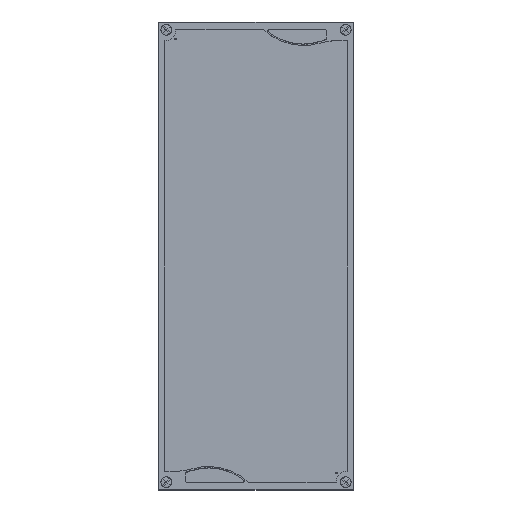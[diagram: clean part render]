
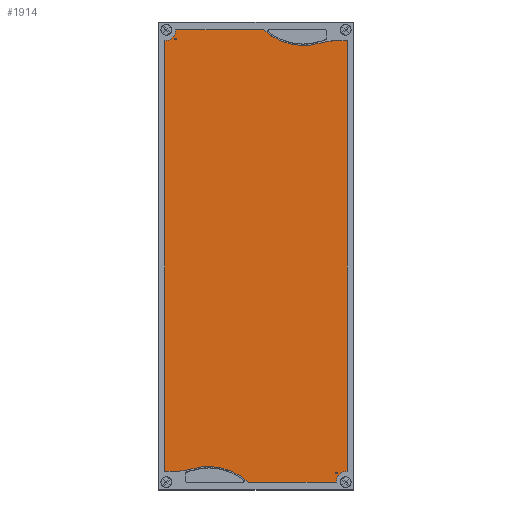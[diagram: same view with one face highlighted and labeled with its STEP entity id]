
A CAD part, top view. The second image highlights one B-rep face of the part: STEP entity #1914.
In plain terms, the highlighted planar face has unit normal (0, 0, 1).
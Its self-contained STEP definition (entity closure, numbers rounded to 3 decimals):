
#1914=ADVANCED_FACE('',(#3740,#3741,#3742),#3743,.T.);
#3740=FACE_BOUND('',#5533,.T.);
#3741=FACE_BOUND('',#5534,.T.);
#3742=FACE_OUTER_BOUND('',#5535,.T.);
#3743=PLANE('',#5536);
#5533=EDGE_LOOP('',(#10767,#10768));
#5534=EDGE_LOOP('',(#10769,#10770));
#5535=EDGE_LOOP('',(#10771,#10772,#10773,#10774,#10775,#10776,#10777,#10778,#10779,#10780,#10781,#10782));
#5536=AXIS2_PLACEMENT_3D('',#10783,#10784,#10785);
#10767=ORIENTED_EDGE('',*,*,#12637,.T.);
#10768=ORIENTED_EDGE('',*,*,#12449,.T.);
#10769=ORIENTED_EDGE('',*,*,#12641,.T.);
#10770=ORIENTED_EDGE('',*,*,#12444,.T.);
#10771=ORIENTED_EDGE('',*,*,#13086,.T.);
#10772=ORIENTED_EDGE('',*,*,#13082,.T.);
#10773=ORIENTED_EDGE('',*,*,#13077,.T.);
#10774=ORIENTED_EDGE('',*,*,#13094,.T.);
#10775=ORIENTED_EDGE('',*,*,#13095,.T.);
#10776=ORIENTED_EDGE('',*,*,#13096,.T.);
#10777=ORIENTED_EDGE('',*,*,#13097,.T.);
#10778=ORIENTED_EDGE('',*,*,#13098,.T.);
#10779=ORIENTED_EDGE('',*,*,#13099,.T.);
#10780=ORIENTED_EDGE('',*,*,#13100,.T.);
#10781=ORIENTED_EDGE('',*,*,#13101,.T.);
#10782=ORIENTED_EDGE('',*,*,#13090,.F.);
#10783=CARTESIAN_POINT('',(125.0,300.0,127.3));
#10784=DIRECTION('',(0.0,0.0,1.0));
#10785=DIRECTION('',(0.0,-1.0,0.0));
#12444=EDGE_CURVE('',#15257,#15261,#15263,.T.);
#12449=EDGE_CURVE('',#15266,#15270,#15272,.T.);
#12637=EDGE_CURVE('',#15270,#15266,#15568,.T.);
#12641=EDGE_CURVE('',#15261,#15257,#15572,.T.);
#13077=EDGE_CURVE('',#16200,#16201,#16202,.T.);
#13082=EDGE_CURVE('',#16209,#16200,#16210,.T.);
#13086=EDGE_CURVE('',#16215,#16209,#16216,.T.);
#13090=EDGE_CURVE('',#16215,#16221,#16222,.T.);
#13094=EDGE_CURVE('',#16201,#16227,#16228,.T.);
#13095=EDGE_CURVE('',#16227,#16229,#16230,.T.);
#13096=EDGE_CURVE('',#16229,#16231,#16232,.T.);
#13097=EDGE_CURVE('',#16231,#16233,#16234,.T.);
#13098=EDGE_CURVE('',#16233,#16235,#16236,.T.);
#13099=EDGE_CURVE('',#16235,#16237,#16238,.T.);
#13100=EDGE_CURVE('',#16237,#16239,#16240,.T.);
#13101=EDGE_CURVE('',#16239,#16221,#16241,.T.);
#15257=VERTEX_POINT('',#19300);
#15261=VERTEX_POINT('',#19305);
#15263=CIRCLE('',#19308,1.1);
#15266=VERTEX_POINT('',#19311);
#15270=VERTEX_POINT('',#19316);
#15272=CIRCLE('',#19319,1.1);
#15568=CIRCLE('',#19739,1.1);
#15572=CIRCLE('',#19743,1.1);
#16200=VERTEX_POINT('',#20575);
#16201=VERTEX_POINT('',#20576);
#16202=CIRCLE('',#20577,75.627);
#16209=VERTEX_POINT('',#20586);
#16210=CIRCLE('',#20587,77.855);
#16215=VERTEX_POINT('',#20593);
#16216=LINE('',#20594,#20595);
#16221=VERTEX_POINT('',#20602);
#16222=LINE('',#20603,#20604);
#16227=VERTEX_POINT('',#20611);
#16228=LINE('',#20612,#20613);
#16229=VERTEX_POINT('',#20614);
#16230=CIRCLE('',#20615,14.);
#16231=VERTEX_POINT('',#20616);
#16232=LINE('',#20617,#20618);
#16233=VERTEX_POINT('',#20619);
#16234=LINE('',#20620,#20621);
#16235=VERTEX_POINT('',#20622);
#16236=CIRCLE('',#20623,77.855);
#16237=VERTEX_POINT('',#20624);
#16238=CIRCLE('',#20625,75.627);
#16239=VERTEX_POINT('',#20626);
#16240=LINE('',#20627,#20628);
#16241=CIRCLE('',#20629,14.);
#19300=CARTESIAN_POINT('',(229.434,21.666,127.3));
#19305=CARTESIAN_POINT('',(227.234,21.666,127.3));
#19308=AXIS2_PLACEMENT_3D('',#22194,#22195,#22196);
#19311=CARTESIAN_POINT('',(22.766,578.334,127.3));
#19316=CARTESIAN_POINT('',(20.566,578.334,127.3));
#19319=AXIS2_PLACEMENT_3D('',#22202,#22203,#22204);
#19739=AXIS2_PLACEMENT_3D('',#22401,#22402,#22403);
#19743=AXIS2_PLACEMENT_3D('',#22407,#22408,#22409);
#20575=CARTESIAN_POINT('',(207.3,573.,127.3));
#20576=CARTESIAN_POINT('',(134.8,590.,127.3));
#20577=AXIS2_PLACEMENT_3D('',#22929,#22930,#22931);
#20586=CARTESIAN_POINT('',(228.5,576.0,127.3));
#20587=AXIS2_PLACEMENT_3D('',#22937,#22938,#22939);
#20593=CARTESIAN_POINT('',(242.0,576.0,127.3));
#20594=CARTESIAN_POINT('',(180.125,576.0,127.3));
#20595=VECTOR('',#22944,1.0);
#20602=CARTESIAN_POINT('',(242.0,24.0,127.3));
#20603=CARTESIAN_POINT('',(242.0,300.0,127.3));
#20604=VECTOR('',#22947,1.0);
#20611=CARTESIAN_POINT('',(22.,590.,127.3));
#20612=CARTESIAN_POINT('',(125.0,590.0,127.3));
#20613=VECTOR('',#22950,1.0);
#20614=CARTESIAN_POINT('',(8.0,576.0,127.3));
#20615=AXIS2_PLACEMENT_3D('',#22951,#22952,#22953);
#20616=CARTESIAN_POINT('',(8.0,24.0,127.3));
#20617=CARTESIAN_POINT('',(8.0,300.0,127.3));
#20618=VECTOR('',#22954,1.0);
#20619=CARTESIAN_POINT('',(21.5,24.0,127.3));
#20620=CARTESIAN_POINT('',(69.875,24.0,127.3));
#20621=VECTOR('',#22955,1.0);
#20622=CARTESIAN_POINT('',(42.7,27.,127.3));
#20623=AXIS2_PLACEMENT_3D('',#22956,#22957,#22958);
#20624=CARTESIAN_POINT('',(115.2,10.,127.3));
#20625=AXIS2_PLACEMENT_3D('',#22959,#22960,#22961);
#20626=CARTESIAN_POINT('',(228.,10.,127.3));
#20627=CARTESIAN_POINT('',(125.0,10.0,127.3));
#20628=VECTOR('',#22962,1.0);
#20629=AXIS2_PLACEMENT_3D('',#22963,#22964,#22965);
#22194=CARTESIAN_POINT('',(228.334,21.666,127.3));
#22195=DIRECTION('',(0.0,0.0,-1.0));
#22196=DIRECTION('',(1.0,0.0,0.0));
#22202=CARTESIAN_POINT('',(21.666,578.334,127.3));
#22203=DIRECTION('',(0.0,0.0,-1.0));
#22204=DIRECTION('',(1.0,0.0,0.0));
#22401=CARTESIAN_POINT('',(21.666,578.334,127.3));
#22402=DIRECTION('',(0.0,0.0,-1.0));
#22403=DIRECTION('',(1.0,0.0,0.0));
#22407=CARTESIAN_POINT('',(228.334,21.666,127.3));
#22408=DIRECTION('',(0.0,0.0,-1.0));
#22409=DIRECTION('',(1.0,0.0,0.0));
#22929=CARTESIAN_POINT('',(186.078,645.589,127.3));
#22930=DIRECTION('',(-0.0,0.0,-1.0));
#22931=DIRECTION('',(-0.678,-0.735,0.0));
#22937=CARTESIAN_POINT('',(228.705,498.145,127.3));
#22938=DIRECTION('',(0.0,0.0,1.0));
#22939=DIRECTION('',(-0.003,1.,0.0));
#22944=DIRECTION('',(-1.0,0.0,0.0));
#22947=DIRECTION('',(0.0,-1.0,0.0));
#22950=DIRECTION('',(-1.0,0.0,0.0));
#22951=CARTESIAN_POINT('',(8.,590.,127.3));
#22952=DIRECTION('',(0.0,-0.0,-1.0));
#22953=DIRECTION('',(0.,-1.0,0.0));
#22954=DIRECTION('',(0.0,-1.0,0.0));
#22955=DIRECTION('',(1.0,0.0,0.0));
#22956=CARTESIAN_POINT('',(21.295,101.855,127.3));
#22957=DIRECTION('',(0.0,0.0,1.0));
#22958=DIRECTION('',(0.003,-1.,0.0));
#22959=CARTESIAN_POINT('',(63.922,-45.589,127.3));
#22960=DIRECTION('',(0.0,0.0,-1.0));
#22961=DIRECTION('',(0.678,0.735,0.0));
#22962=DIRECTION('',(1.0,0.0,0.0));
#22963=CARTESIAN_POINT('',(242.,10.,127.3));
#22964=DIRECTION('',(-0.0,0.0,-1.0));
#22965=DIRECTION('',(0.,1.0,0.0));
